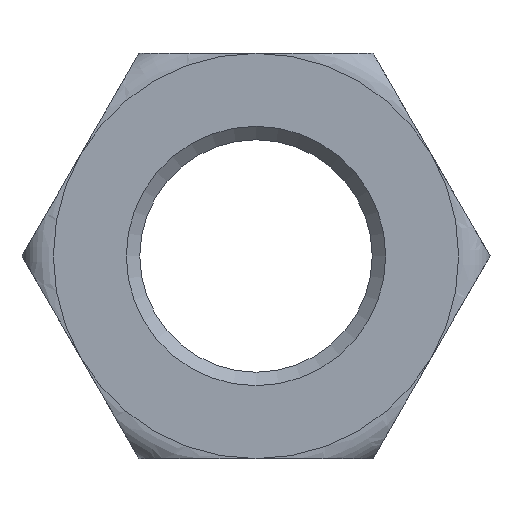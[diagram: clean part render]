
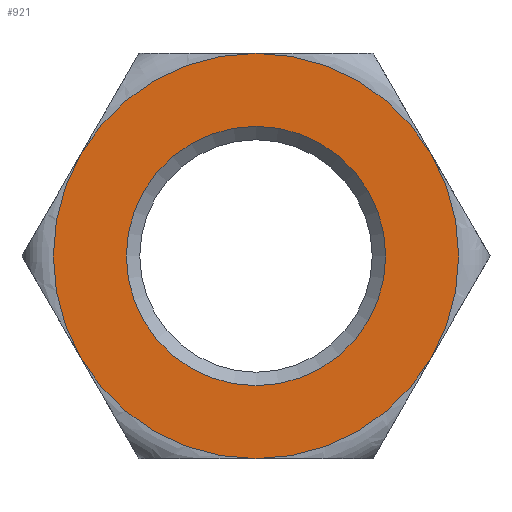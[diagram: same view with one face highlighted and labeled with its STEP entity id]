
A CAD part, front view. The second image highlights one B-rep face of the part: STEP entity #921.
In plain terms, the highlighted planar face has unit normal (0, -1, 0).
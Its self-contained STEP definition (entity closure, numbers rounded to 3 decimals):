
#8 = DIRECTION ( 'NONE',  ( 0., 0., 1. ) ) ;
#42 = EDGE_CURVE ( 'NONE', #1152, #227, #168, .T. ) ;
#92 = EDGE_CURVE ( 'NONE', #509, #1152, #979, .T. ) ;
#100 = CARTESIAN_POINT ( 'NONE',  ( -32.476, -19., 18.75 ) ) ;
#111 = DIRECTION ( 'NONE',  ( 1., 0., 0. ) ) ;
#120 = VERTEX_POINT ( 'NONE', #139 ) ;
#133 = DIRECTION ( 'NONE',  ( 0., 1., 0. ) ) ;
#138 = CARTESIAN_POINT ( 'NONE',  ( 0., -19., 0. ) ) ;
#139 = CARTESIAN_POINT ( 'NONE',  ( -32.476, -19., -18.75 ) ) ;
#141 = VERTEX_POINT ( 'NONE', #986 ) ;
#168 = CIRCLE ( 'NONE', #396, 37.5 ) ;
#172 = DIRECTION ( 'NONE',  ( 0.5, 0., -0.866 ) ) ;
#207 = DIRECTION ( 'NONE',  ( 0., 0., 1. ) ) ;
#214 = VECTOR ( 'NONE', #1028, 1000. ) ;
#218 = DIRECTION ( 'NONE',  ( -1., 0., 0. ) ) ;
#220 = ORIENTED_EDGE ( 'NONE', *, *, #903, .F. ) ;
#227 = VERTEX_POINT ( 'NONE', #253 ) ;
#241 = AXIS2_PLACEMENT_3D ( 'NONE', #555, #662, #1324 ) ;
#253 = CARTESIAN_POINT ( 'NONE',  ( 32.476, -19., 18.75 ) ) ;
#258 = CARTESIAN_POINT ( 'NONE',  ( -21.651, -19., 37.5 ) ) ;
#259 = AXIS2_PLACEMENT_3D ( 'NONE', #138, #1189, #360 ) ;
#273 = VERTEX_POINT ( 'NONE', #1353 ) ;
#302 = EDGE_CURVE ( 'NONE', #141, #141, #1052, .T. ) ;
#304 = ORIENTED_EDGE ( 'NONE', *, *, #348, .F. ) ;
#306 = CARTESIAN_POINT ( 'NONE',  ( 0., -19., -37.5 ) ) ;
#307 = CIRCLE ( 'NONE', #918, 37.5 ) ;
#316 = VERTEX_POINT ( 'NONE', #1252 ) ;
#324 = CARTESIAN_POINT ( 'NONE',  ( -43.301, -19., 0. ) ) ;
#329 = ORIENTED_EDGE ( 'NONE', *, *, #1216, .F. ) ;
#333 = CIRCLE ( 'NONE', #241, 37.5 ) ;
#339 = EDGE_CURVE ( 'NONE', #1180, #1061, #307, .T. ) ;
#348 = EDGE_CURVE ( 'NONE', #316, #828, #461, .T. ) ;
#360 = DIRECTION ( 'NONE',  ( 1., 0., 0. ) ) ;
#374 = AXIS2_PLACEMENT_3D ( 'NONE', #891, #1325, #1363 ) ;
#388 = ORIENTED_EDGE ( 'NONE', *, *, #92, .F. ) ;
#389 = LINE ( 'NONE', #1130, #657 ) ;
#396 = AXIS2_PLACEMENT_3D ( 'NONE', #1039, #1282, #1045 ) ;
#417 = ORIENTED_EDGE ( 'NONE', *, *, #963, .F. ) ;
#418 = CIRCLE ( 'NONE', #374, 37.5 ) ;
#461 = CIRCLE ( 'NONE', #259, 37.5 ) ;
#509 = VERTEX_POINT ( 'NONE', #799 ) ;
#514 = CARTESIAN_POINT ( 'NONE',  ( 32.476, -19., -18.75 ) ) ;
#554 = CARTESIAN_POINT ( 'NONE',  ( 0., -19., 0. ) ) ;
#555 = CARTESIAN_POINT ( 'NONE',  ( 0., -19., 0. ) ) ;
#559 = DIRECTION ( 'NONE',  ( 1., 0., 0. ) ) ;
#570 = CARTESIAN_POINT ( 'NONE',  ( 21.651, -19., 37.5 ) ) ;
#574 = EDGE_CURVE ( 'NONE', #828, #580, #738, .T. ) ;
#580 = VERTEX_POINT ( 'NONE', #100 ) ;
#605 = ORIENTED_EDGE ( 'NONE', *, *, #302, .T. ) ;
#609 = ORIENTED_EDGE ( 'NONE', *, *, #574, .F. ) ;
#617 = CARTESIAN_POINT ( 'NONE',  ( 32.476, -19., -18.75 ) ) ;
#639 = DIRECTION ( 'NONE',  ( 0., 1., 0. ) ) ;
#646 = CARTESIAN_POINT ( 'NONE',  ( 21.651, -19., -37.5 ) ) ;
#657 = VECTOR ( 'NONE', #1310, 1000. ) ;
#660 = LINE ( 'NONE', #646, #1193 ) ;
#662 = DIRECTION ( 'NONE',  ( 0., 1., 0. ) ) ;
#689 = ORIENTED_EDGE ( 'NONE', *, *, #1173, .F. ) ;
#702 = VECTOR ( 'NONE', #172, 1000. ) ;
#717 = ORIENTED_EDGE ( 'NONE', *, *, #1359, .F. ) ;
#731 = ORIENTED_EDGE ( 'NONE', *, *, #42, .F. ) ;
#738 = LINE ( 'NONE', #324, #214 ) ;
#743 = CARTESIAN_POINT ( 'NONE',  ( 43.301, -19., 0. ) ) ;
#754 = PLANE ( 'NONE',  #1260 ) ;
#756 = ORIENTED_EDGE ( 'NONE', *, *, #1023, .F. ) ;
#765 = VECTOR ( 'NONE', #852, 1000. ) ;
#782 = EDGE_CURVE ( 'NONE', #580, #509, #418, .T. ) ;
#799 = CARTESIAN_POINT ( 'NONE',  ( 0., -19., 37.5 ) ) ;
#828 = VERTEX_POINT ( 'NONE', #1053 ) ;
#832 = VECTOR ( 'NONE', #559, 1000. ) ;
#837 = DIRECTION ( 'NONE',  ( 0., 1., 0. ) ) ;
#852 = DIRECTION ( 'NONE',  ( -0.5, 0., -0.866 ) ) ;
#860 = VERTEX_POINT ( 'NONE', #306 ) ;
#871 = CARTESIAN_POINT ( 'NONE',  ( 0., -19., 0. ) ) ;
#873 = VERTEX_POINT ( 'NONE', #514 ) ;
#888 = CARTESIAN_POINT ( 'NONE',  ( 32.476, -19., 18.75 ) ) ;
#891 = CARTESIAN_POINT ( 'NONE',  ( 0., -19., 0. ) ) ;
#894 = AXIS2_PLACEMENT_3D ( 'NONE', #1011, #1063, #207 ) ;
#902 = LINE ( 'NONE', #570, #702 ) ;
#903 = EDGE_CURVE ( 'NONE', #860, #120, #1100, .T. ) ;
#918 = AXIS2_PLACEMENT_3D ( 'NONE', #1281, #837, #1038 ) ;
#920 = EDGE_LOOP ( 'NONE', ( #605 ) ) ;
#921 = ADVANCED_FACE ( 'NONE', ( #956, #1304 ), #754, .F. ) ;
#956 = FACE_BOUND ( 'NONE', #920, .T. ) ;
#963 = EDGE_CURVE ( 'NONE', #273, #860, #660, .T. ) ;
#979 = LINE ( 'NONE', #258, #832 ) ;
#981 = ORIENTED_EDGE ( 'NONE', *, *, #339, .F. ) ;
#986 = CARTESIAN_POINT ( 'NONE',  ( 0., -19., 24. ) ) ;
#1011 = CARTESIAN_POINT ( 'NONE',  ( 0., -19., 0. ) ) ;
#1023 = EDGE_CURVE ( 'NONE', #120, #316, #389, .T. ) ;
#1028 = DIRECTION ( 'NONE',  ( 0.5, 0., 0.866 ) ) ;
#1038 = DIRECTION ( 'NONE',  ( 1., 0., 0. ) ) ;
#1039 = CARTESIAN_POINT ( 'NONE',  ( 0., -19., 0. ) ) ;
#1045 = DIRECTION ( 'NONE',  ( 1., 0., 0. ) ) ;
#1052 = CIRCLE ( 'NONE', #894, 24. ) ;
#1053 = CARTESIAN_POINT ( 'NONE',  ( -32.476, -19., 18.75 ) ) ;
#1061 = VERTEX_POINT ( 'NONE', #617 ) ;
#1063 = DIRECTION ( 'NONE',  ( 0., 1., 0. ) ) ;
#1100 = CIRCLE ( 'NONE', #1327, 37.5 ) ;
#1130 = CARTESIAN_POINT ( 'NONE',  ( -21.651, -19., -37.5 ) ) ;
#1142 = EDGE_LOOP ( 'NONE', ( #717, #329, #981, #689, #731, #388, #1348, #609, #304, #756, #220, #417 ) ) ;
#1152 = VERTEX_POINT ( 'NONE', #1313 ) ;
#1173 = EDGE_CURVE ( 'NONE', #227, #1180, #902, .T. ) ;
#1180 = VERTEX_POINT ( 'NONE', #888 ) ;
#1189 = DIRECTION ( 'NONE',  ( 0., 1., 0. ) ) ;
#1193 = VECTOR ( 'NONE', #218, 1000. ) ;
#1216 = EDGE_CURVE ( 'NONE', #1061, #873, #1278, .T. ) ;
#1252 = CARTESIAN_POINT ( 'NONE',  ( -32.476, -19., -18.75 ) ) ;
#1260 = AXIS2_PLACEMENT_3D ( 'NONE', #554, #639, #8 ) ;
#1278 = LINE ( 'NONE', #743, #765 ) ;
#1281 = CARTESIAN_POINT ( 'NONE',  ( 0., -19., 0. ) ) ;
#1282 = DIRECTION ( 'NONE',  ( 0., 1., 0. ) ) ;
#1304 = FACE_OUTER_BOUND ( 'NONE', #1142, .T. ) ;
#1310 = DIRECTION ( 'NONE',  ( -0.5, 0., 0.866 ) ) ;
#1313 = CARTESIAN_POINT ( 'NONE',  ( 0., -19., 37.5 ) ) ;
#1324 = DIRECTION ( 'NONE',  ( 1., 0., 0. ) ) ;
#1325 = DIRECTION ( 'NONE',  ( 0., 1., 0. ) ) ;
#1327 = AXIS2_PLACEMENT_3D ( 'NONE', #871, #133, #111 ) ;
#1348 = ORIENTED_EDGE ( 'NONE', *, *, #782, .F. ) ;
#1353 = CARTESIAN_POINT ( 'NONE',  ( 0., -19., -37.5 ) ) ;
#1359 = EDGE_CURVE ( 'NONE', #873, #273, #333, .T. ) ;
#1363 = DIRECTION ( 'NONE',  ( 1., 0., 0. ) ) ;
